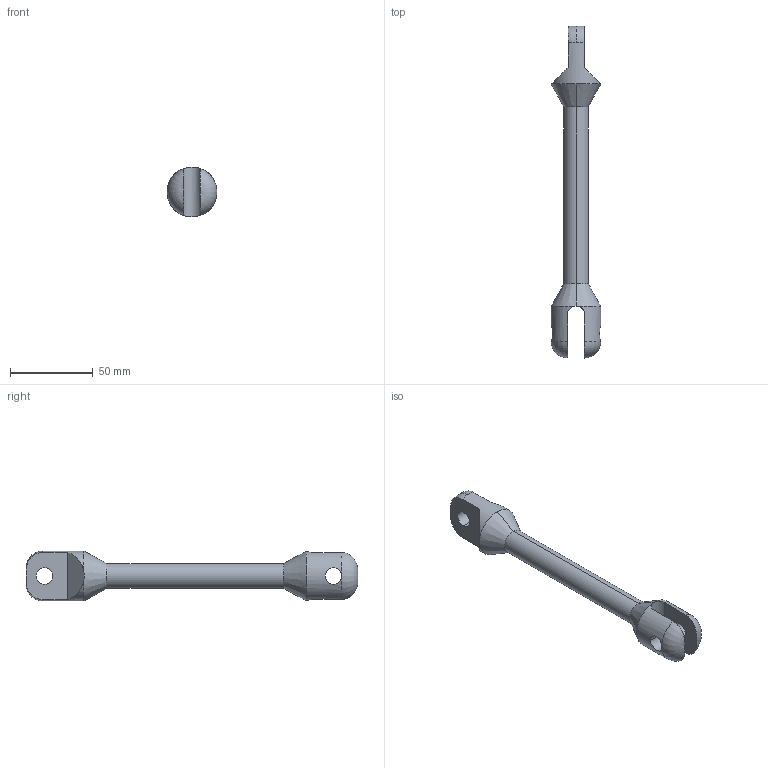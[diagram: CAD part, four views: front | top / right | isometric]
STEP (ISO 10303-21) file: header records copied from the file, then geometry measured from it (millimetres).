
FILE_DESCRIPTION (( 'STEP AP203' ), '1' );
FILE_NAME ('Lever Arm -002_Default_sldprt.STEP', '2025-01-25T01:33:06', ( '' ), ( '' ), 'SwSTEP 2.0', 'SolidWorks 2024', '' );
FILE_SCHEMA (( 'CONFIG_CONTROL_DESIGN' ));
Length unit declared in the file: millimetre
Products named in the file (1): Lever Arm -002_Default_sldprt
Bounding box: 30 x 200 x 30 mm (x, y, z)
Volume: 51280.2 mm3; surface area: 14906.8 mm2
Topology: 1 solids, 1 shells, 30 faces, 83 edges, 53 vertices
Faces by surface type: cylinder 14, plane 7, torus 5, cone 4
Entity records: 1415 total; most frequent: CARTESIAN_POINT 588, ORIENTED_EDGE 166, DIRECTION 150, EDGE_CURVE 83, AXIS2_PLACEMENT_3D 62, VERTEX_POINT 53, EDGE_LOOP 34, CIRCLE 31
